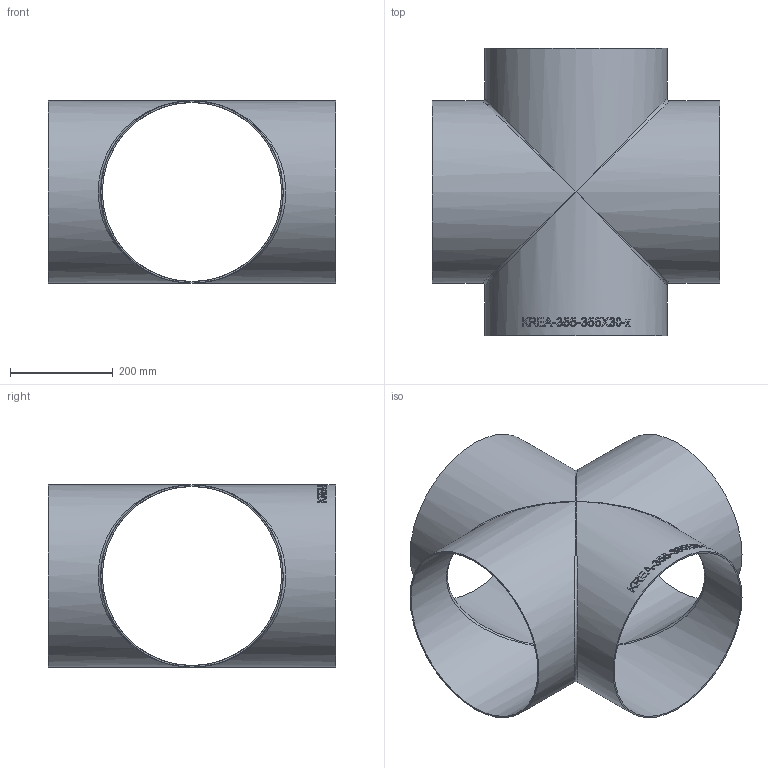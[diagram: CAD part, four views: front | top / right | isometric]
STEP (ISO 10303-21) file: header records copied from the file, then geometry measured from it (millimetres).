
FILE_DESCRIPTION (( 'STEP AP214' ), '1' );
FILE_NAME ('KREA-355-355X30-x Kreuz-Stück 2005.STEP', '2020-05-14T08:19:42', ( '' ), ( '' ), 'SwSTEP 2.0', 'SolidWorks 2019', '' );
FILE_SCHEMA (( 'AUTOMOTIVE_DESIGN' ));
Length unit declared in the file: millimetre
Products named in the file (1): KREA-355-355X30-x Kreuz-Stück 2005
Bounding box: 560 x 560 x 355.6 mm (x, y, z)
Volume: 2221479.2 mm3; surface area: 1495097.3 mm2
Topology: 1 solids, 1 shells, 264 faces, 723 edges, 462 vertices
Faces by surface type: bspline 167, plane 69, cylinder 28
Full cylindrical faces by diameter (mm): 349.6 x4, 355.6 x4
Entity records: 41256 total; most frequent: CARTESIAN_POINT 33479, ORIENTED_EDGE 1392, EDGE_CURVE 696, B_SPLINE_CURVE_WITH_KNOTS 500, DIRECTION 470, VERTEX_POINT 460, EDGE_LOOP 296, FACE_OUTER_BOUND 272
